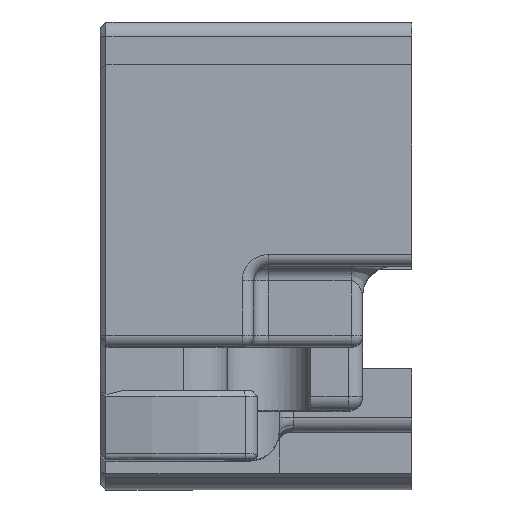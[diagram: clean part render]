
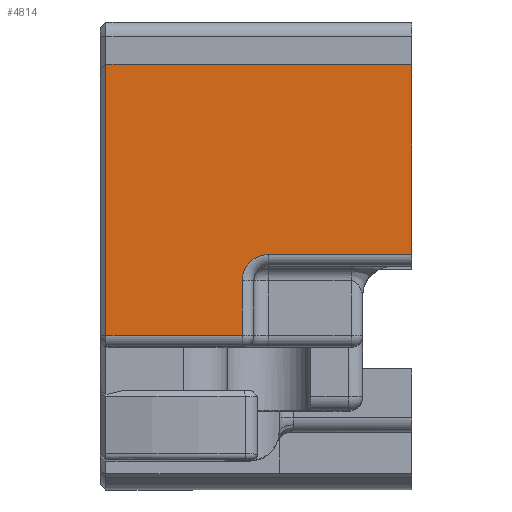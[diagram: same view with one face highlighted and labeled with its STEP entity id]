
A CAD part, top view. The second image highlights one B-rep face of the part: STEP entity #4814.
In plain terms, the highlighted planar face has unit normal (0, 0, 1).
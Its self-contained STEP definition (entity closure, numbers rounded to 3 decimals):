
#264=FACE_OUTER_BOUND('',#540,.T.);
#540=EDGE_LOOP('',(#3691,#3692,#3693,#3694,#3695,#3696,#3697,#3698));
#901=CIRCLE('',#5274,1.8);
#1013=LINE('',#7372,#1517);
#1040=LINE('',#7489,#1544);
#1042=LINE('',#7498,#1546);
#1083=LINE('',#7709,#1587);
#1111=LINE('',#7756,#1615);
#1151=LINE('',#7965,#1655);
#1155=LINE('',#7974,#1659);
#1517=VECTOR('',#5822,254.);
#1544=VECTOR('',#5933,254.);
#1546=VECTOR('',#5941,254.);
#1587=VECTOR('',#6124,254.);
#1615=VECTOR('',#6158,25.4);
#1655=VECTOR('',#6248,254.);
#1659=VECTOR('',#6260,25.4);
#2011=VERTEX_POINT('',#7150);
#2083=VERTEX_POINT('',#7370);
#2121=VERTEX_POINT('',#7487);
#2122=VERTEX_POINT('',#7491);
#2125=VERTEX_POINT('',#7496);
#2189=VERTEX_POINT('',#7706);
#2205=VERTEX_POINT('',#7755);
#2231=VERTEX_POINT('',#7963);
#2577=EDGE_CURVE('',#2083,#2011,#1013,.T.);
#2630=EDGE_CURVE('',#2121,#2083,#1040,.T.);
#2634=EDGE_CURVE('',#2125,#2122,#1042,.T.);
#2726=EDGE_CURVE('',#2011,#2189,#1083,.T.);
#2755=EDGE_CURVE('',#2205,#2189,#1111,.T.);
#2807=EDGE_CURVE('',#2125,#2231,#1151,.T.);
#2812=EDGE_CURVE('',#2122,#2121,#901,.T.);
#2813=EDGE_CURVE('',#2231,#2205,#1155,.T.);
#3691=ORIENTED_EDGE('',*,*,#2755,.T.);
#3692=ORIENTED_EDGE('',*,*,#2726,.F.);
#3693=ORIENTED_EDGE('',*,*,#2577,.F.);
#3694=ORIENTED_EDGE('',*,*,#2630,.F.);
#3695=ORIENTED_EDGE('',*,*,#2812,.F.);
#3696=ORIENTED_EDGE('',*,*,#2634,.F.);
#3697=ORIENTED_EDGE('',*,*,#2807,.T.);
#3698=ORIENTED_EDGE('',*,*,#2813,.T.);
#4564=PLANE('',#5273);
#4814=ADVANCED_FACE('',(#264),#4564,.F.);
#5273=AXIS2_PLACEMENT_3D('',#7972,#6256,#6257);
#5274=AXIS2_PLACEMENT_3D('',#7973,#6258,#6259);
#5822=DIRECTION('',(-1.,0.,0.));
#5933=DIRECTION('',(0.,-1.,0.));
#5941=DIRECTION('',(-1.,0.,0.));
#6124=DIRECTION('',(0.,1.,0.));
#6158=DIRECTION('',(-1.,0.,0.));
#6248=DIRECTION('',(0.,1.,0.));
#6256=DIRECTION('center_axis',(0.,0.,
-1.));
#6257=DIRECTION('ref_axis',(0.,1.,0.));
#6258=DIRECTION('center_axis',(0.,0.,
1.));
#6259=DIRECTION('ref_axis',(-0.707,0.707,0.));
#6260=DIRECTION('',(0.,1.,0.));
#7150=CARTESIAN_POINT('',(-29.795,99.1,67.153));
#7370=CARTESIAN_POINT('',(-20.345,99.1,67.153));
#7372=CARTESIAN_POINT('',(-13.695,99.1,67.153));
#7487=CARTESIAN_POINT('',(-20.345,102.9,67.153));
#7489=CARTESIAN_POINT('',(-20.345,101.25,67.153));
#7491=CARTESIAN_POINT('',(-18.545,104.7,67.153));
#7496=CARTESIAN_POINT('',(-8.595,104.7,67.153));
#7498=CARTESIAN_POINT('',(-7.295,104.7,67.153));
#7706=CARTESIAN_POINT('',(-29.795,117.9,67.153));
#7709=CARTESIAN_POINT('',(-29.795,96.1,67.153));
#7755=CARTESIAN_POINT('',(-8.595,117.9,67.153));
#7756=CARTESIAN_POINT('',(-24.418,117.9,67.153));
#7963=CARTESIAN_POINT('',(-8.595,116.9,67.153));
#7965=CARTESIAN_POINT('',(-8.595,101.75,67.153));
#7972=CARTESIAN_POINT('Origin',(-28.595,98.8,67.153));
#7973=CARTESIAN_POINT('Origin',(-18.545,102.9,67.153));
#7974=CARTESIAN_POINT('',(-8.595,108.1,67.153));
